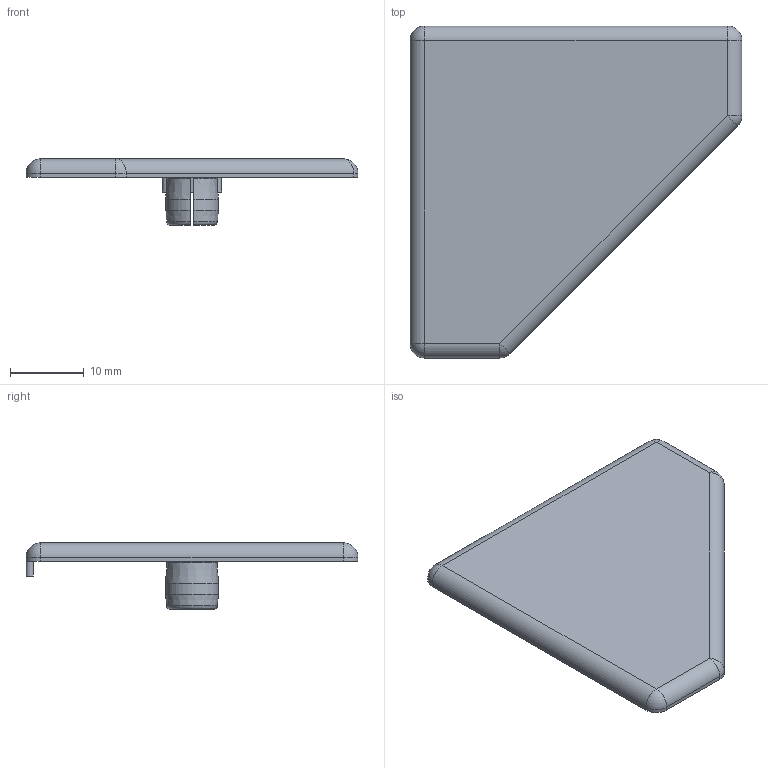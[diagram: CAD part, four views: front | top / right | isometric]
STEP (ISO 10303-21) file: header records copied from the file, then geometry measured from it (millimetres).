
FILE_DESCRIPTION(/* description */ (''),/* implementation_level */ '2;1');
FILE_NAME(/* name */ '224503.stp',/* time_stamp */ '2022-10-05T08:32:46+02:00',/* author */ ('aluteckkpl_am'),/* organization */ (''),/* preprocessor_version */ 'ST-DEVELOPER v18.1',/* originating_system */ 'Autodesk Inventor 2021',/* authorisation */ '');
FILE_SCHEMA (('CONFIG_CONTROL_DESIGN'));
Length unit declared in the file: millimetre
Products named in the file (2): 224503-ZP; 224503
Assembly tree (1 placements, depth 2):
  224503-ZP
    224503
Bounding box: 45 x 45 x 8.99 mm (x, y, z)
Volume: 3836 mm3; surface area: 3556 mm2
Topology: 1 solids, 1 shells, 44 faces, 110 edges, 65 vertices
Faces by surface type: cylinder 16, plane 13, cone 6, sphere 5, torus 4
Entity records: 1400 total; most frequent: CARTESIAN_POINT 321, DIRECTION 223, ORIENTED_EDGE 210, EDGE_CURVE 105, AXIS2_PLACEMENT_3D 87, VERTEX_POINT 65, LINE 49, VECTOR 49
